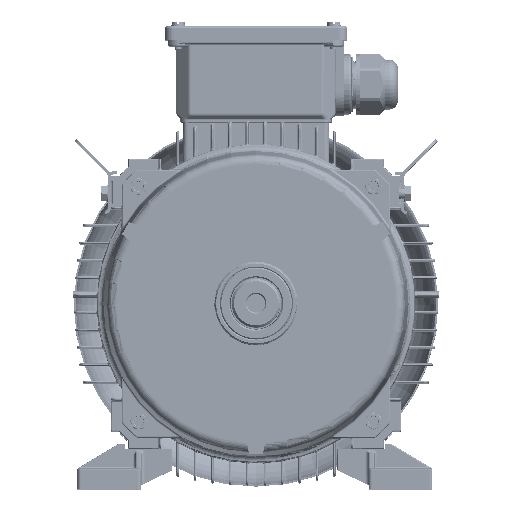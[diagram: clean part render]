
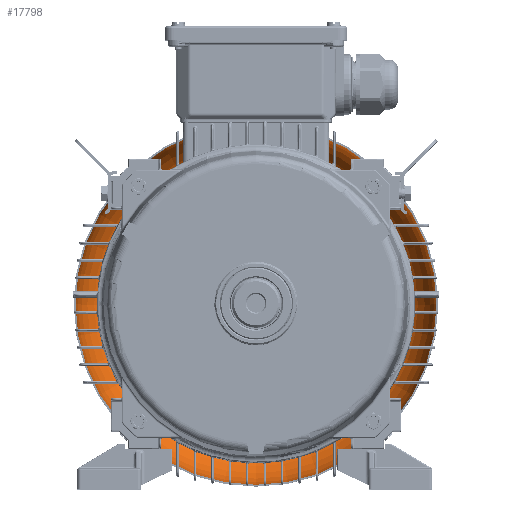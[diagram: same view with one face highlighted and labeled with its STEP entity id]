
A CAD part, top view. The second image highlights one B-rep face of the part: STEP entity #17798.
In plain terms, the highlighted toroidal (fillet/blend) face has major radius 97.5 mm and minor radius 58 mm.
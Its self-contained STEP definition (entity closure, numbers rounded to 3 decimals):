
#3156=TOROIDAL_SURFACE('',#155279,97.5,58.);
#13095=FACE_BOUND('',#37532,.T.);
#13096=FACE_BOUND('',#37533,.T.);
#17798=ADVANCED_FACE('',(#13095,#13096),#3156,.F.);
#37532=EDGE_LOOP('',(#88727));
#37533=EDGE_LOOP('',(#88728));
#88727=ORIENTED_EDGE('',*,*,#134874,.T.);
#88728=ORIENTED_EDGE('',*,*,#134893,.F.);
#117163=VERTEX_POINT('',#234723);
#117182=VERTEX_POINT('',#235003);
#134874=EDGE_CURVE('',#117163,#117163,#146721,.T.);
#134893=EDGE_CURVE('',#117182,#117182,#146732,.T.);
#146721=CIRCLE('',#155264,155.5);
#146732=CIRCLE('',#155277,124.354);
#155264=AXIS2_PLACEMENT_3D('',#234722,#181282,#181283);
#155277=AXIS2_PLACEMENT_3D('',#235002,#181308,#181309);
#155279=AXIS2_PLACEMENT_3D('',#235005,#181312,#181313);
#181282=DIRECTION('',(0.,0.,1.));
#181283=DIRECTION('',(-1.,0.,0.));
#181308=DIRECTION('',(0.,0.,1.));
#181309=DIRECTION('',(-1.,0.,0.));
#181312=DIRECTION('',(0.,0.,1.));
#181313=DIRECTION('',(-1.,0.,0.));
#234722=CARTESIAN_POINT('',(0.,-2.582,-251.545));
#234723=CARTESIAN_POINT('',(-155.5,-2.582,-251.545));
#235002=CARTESIAN_POINT('',(0.,-2.582,-302.954));
#235003=CARTESIAN_POINT('',(-124.354,-2.582,-302.954));
#235005=CARTESIAN_POINT('',(0.,-2.582,-251.545));
